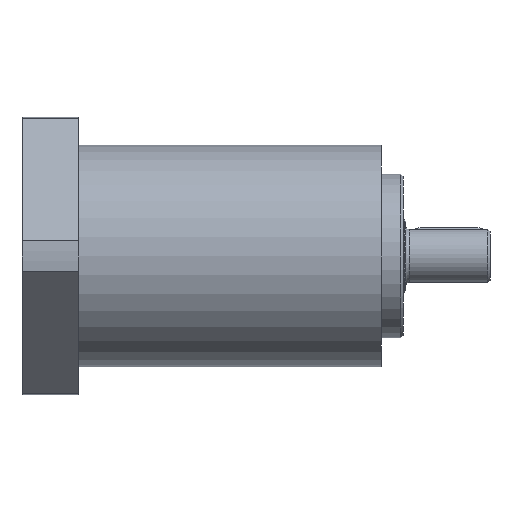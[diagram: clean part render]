
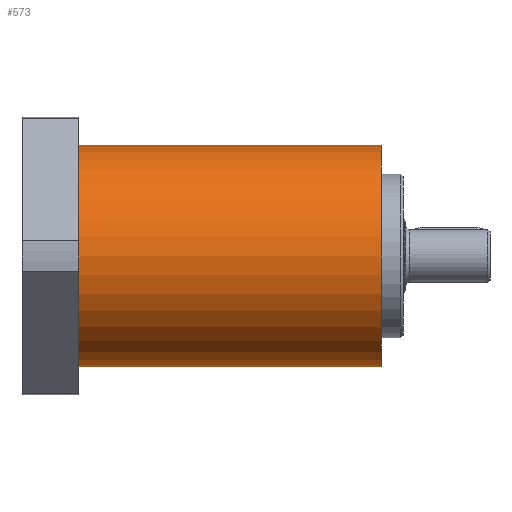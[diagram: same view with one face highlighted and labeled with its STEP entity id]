
A CAD part, front view. The second image highlights one B-rep face of the part: STEP entity #573.
In plain terms, the highlighted cylindrical face has radius 46 mm (diameter 92 mm), a full revolution.
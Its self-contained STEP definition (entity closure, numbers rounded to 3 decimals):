
#419=CARTESIAN_POINT('',(0.0,46.0,0.0));
#420=VERTEX_POINT('',#419);
#421=CARTESIAN_POINT('',(0.0,0.0,0.0));
#422=DIRECTION('',(1.0,0.0,0.0));
#423=DIRECTION('',(0.0,1.0,0.0));
#424=AXIS2_PLACEMENT_3D('',#421,#422,#423);
#425=CIRCLE('',#424,46.0);
#426=EDGE_CURVE('',#420,#420,#425,.T.);
#495=CARTESIAN_POINT('',(125.5,46.,0.0));
#496=VERTEX_POINT('',#495);
#497=CARTESIAN_POINT('',(125.5,0.0,0.0));
#498=DIRECTION('',(1.0,0.0,0.0));
#499=DIRECTION('',(0.0,1.0,0.0));
#500=AXIS2_PLACEMENT_3D('',#497,#498,#499);
#501=CIRCLE('',#500,46.);
#502=EDGE_CURVE('',#496,#496,#501,.T.);
#562=CARTESIAN_POINT('',(62.75,0.0,0.0));
#563=DIRECTION('',(1.0,0.0,0.0));
#564=DIRECTION('',(0.0,1.0,0.0));
#565=AXIS2_PLACEMENT_3D('',#562,#563,#564);
#566=CYLINDRICAL_SURFACE('',#565,46.);
#567=ORIENTED_EDGE('',*,*,#502,.F.);
#568=EDGE_LOOP('',(#567));
#569=FACE_OUTER_BOUND('',#568,.T.);
#570=ORIENTED_EDGE('',*,*,#426,.T.);
#571=EDGE_LOOP('',(#570));
#572=FACE_BOUND('',#571,.T.);
#573=ADVANCED_FACE('',(#569,#572),#566,.T.);
